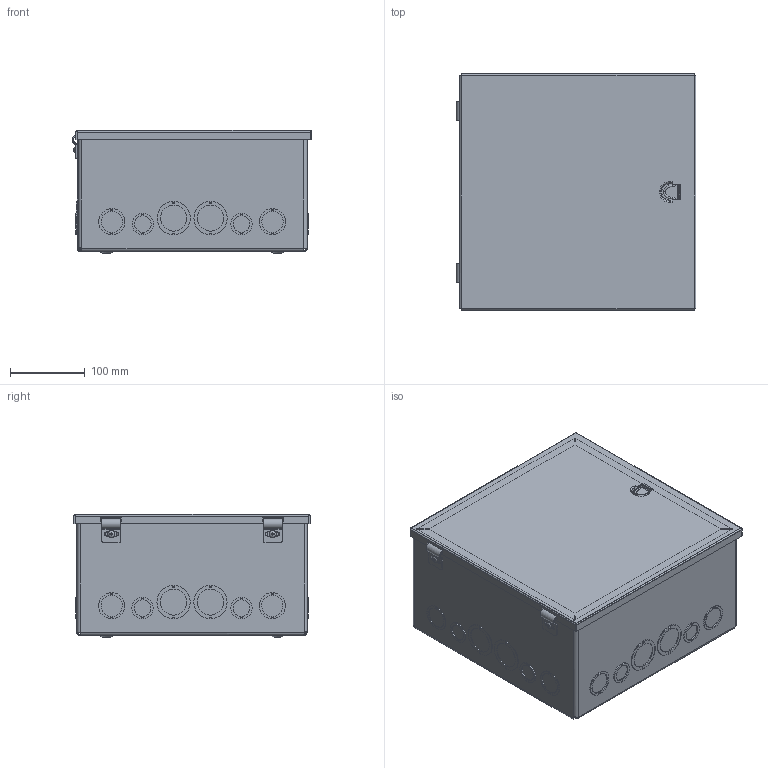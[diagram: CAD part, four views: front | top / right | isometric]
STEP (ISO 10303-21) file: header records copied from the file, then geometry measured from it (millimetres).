
FILE_DESCRIPTION(/* description */ ('BACKS - 12"X12"'),/* implementation_level */ '2;1');
FILE_NAME(/* name */ 'A121206.stp',/* time_stamp */ '2015-02-18T16:01:26+06:00',/* author */ ('ps'),/* organization */ (''),/* preprocessor_version */ 'ST-DEVELOPER v15.2',/* originating_system */ 'Autodesk Inventor 2014',/* authorisation */ '');
FILE_SCHEMA (('AUTOMOTIVE_DESIGN { 1 0 10303 214 3 1 1 }'));
Length unit declared in the file: inch
Products named in the file (7): A1212BA; A121206WRA; 31816; 372177; A1212LFA; 35010; A121206
Bounding box: 320.97 x 315.89 x 165.19 mm (x, y, z)
Volume: 695829.1 mm3; surface area: 900921.3 mm2
Topology: 23 solids, 25 shells, 1166 faces, 2884 edges, 1832 vertices
Faces by surface type: plane 757, cylinder 251, bspline 65, torus 44, cone 29, sphere 20
Full cylindrical faces by diameter (mm): 3.556 x2, 4.166 x2, 4.191 x1, 5.803 x1, 7.62 x4, 9.754 x2
Entity records: 34855 total; most frequent: CARTESIAN_POINT 7982, ORIENTED_EDGE 5430, DIRECTION 5054, EDGE_CURVE 2619, LINE 1972, VECTOR 1972, VERTEX_POINT 1689, AXIS2_PLACEMENT_3D 1541
